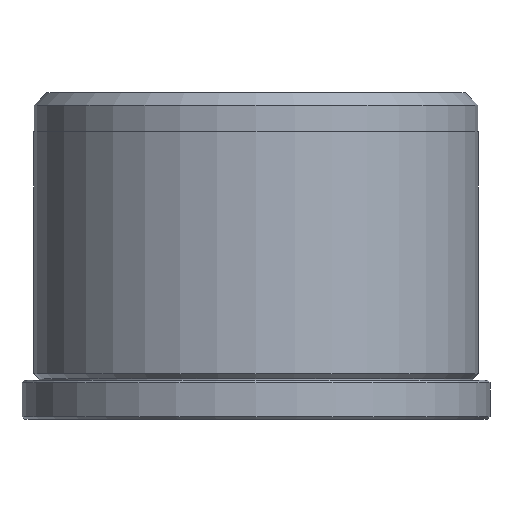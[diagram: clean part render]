
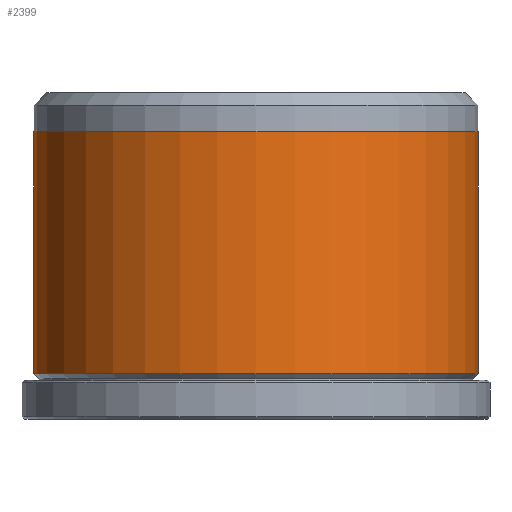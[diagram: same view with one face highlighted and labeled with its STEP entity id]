
A CAD part, front view. The second image highlights one B-rep face of the part: STEP entity #2399.
In plain terms, the highlighted cylindrical face has radius 17 mm (diameter 34 mm), a partial arc.
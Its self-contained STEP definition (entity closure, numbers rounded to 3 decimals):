
#10 = CARTESIAN_POINT ( 'NONE',  ( -17., 0., 22. ) ) ;
#85 = LINE ( 'NONE', #1727, #229 ) ;
#163 = CARTESIAN_POINT ( 'NONE',  ( 17., 0., 3.5 ) ) ;
#229 = VECTOR ( 'NONE', #1734, 1000. ) ;
#296 = AXIS2_PLACEMENT_3D ( 'NONE', #1814, #1817, #1819 ) ;
#323 = AXIS2_PLACEMENT_3D ( 'NONE', #1795, #1796, #1798 ) ;
#822 = VERTEX_POINT ( 'NONE', #981 ) ;
#981 = CARTESIAN_POINT ( 'NONE',  ( 17., 0., 22. ) ) ;
#982 = CIRCLE ( 'NONE', #296, 17. ) ;
#1021 = DIRECTION ( 'NONE',  ( -1., 0., 0. ) ) ;
#1040 = CARTESIAN_POINT ( 'NONE',  ( 0., 0., 25. ) ) ;
#1045 = DIRECTION ( 'NONE',  ( 0., 0., -1. ) ) ;
#1123 = CARTESIAN_POINT ( 'NONE',  ( -17., 0., 3.5 ) ) ;
#1298 = FACE_OUTER_BOUND ( 'NONE', #2517, .T. ) ;
#1431 = VERTEX_POINT ( 'NONE', #163 ) ;
#1502 = VERTEX_POINT ( 'NONE', #1123 ) ;
#1608 = EDGE_CURVE ( 'NONE', #822, #1431, #85, .T. ) ;
#1612 = EDGE_CURVE ( 'NONE', #1904, #1502, #2473, .T. ) ;
#1614 = EDGE_CURVE ( 'NONE', #1904, #822, #2157, .T. ) ;
#1618 = EDGE_CURVE ( 'NONE', #1431, #1502, #982, .T. ) ;
#1672 = ORIENTED_EDGE ( 'NONE', *, *, #1608, .F. ) ;
#1710 = ORIENTED_EDGE ( 'NONE', *, *, #1614, .F. ) ;
#1727 = CARTESIAN_POINT ( 'NONE',  ( 17., 0., 25. ) ) ;
#1734 = DIRECTION ( 'NONE',  ( 0., 0., -1. ) ) ;
#1739 = DIRECTION ( 'NONE',  ( 0., 0., -1. ) ) ;
#1741 = ORIENTED_EDGE ( 'NONE', *, *, #1612, .T. ) ;
#1755 = ORIENTED_EDGE ( 'NONE', *, *, #1618, .F. ) ;
#1762 = CARTESIAN_POINT ( 'NONE',  ( -17., 0., 25. ) ) ;
#1795 = CARTESIAN_POINT ( 'NONE',  ( 0., 0., 22. ) ) ;
#1796 = DIRECTION ( 'NONE',  ( 0., 0., 1. ) ) ;
#1798 = DIRECTION ( 'NONE',  ( 1., 0., 0. ) ) ;
#1814 = CARTESIAN_POINT ( 'NONE',  ( 0., 0., 3.5 ) ) ;
#1817 = DIRECTION ( 'NONE',  ( 0., 0., -1. ) ) ;
#1819 = DIRECTION ( 'NONE',  ( -1., 0., 0. ) ) ;
#1904 = VERTEX_POINT ( 'NONE', #10 ) ;
#2157 = CIRCLE ( 'NONE', #323, 17. ) ;
#2392 = AXIS2_PLACEMENT_3D ( 'NONE', #1040, #1045, #1021 ) ;
#2399 = ADVANCED_FACE ( 'NONE', ( #1298 ), #2571, .T. ) ;
#2473 = LINE ( 'NONE', #1762, #2511 ) ;
#2511 = VECTOR ( 'NONE', #1739, 1000. ) ;
#2517 = EDGE_LOOP ( 'NONE', ( #1672, #1710, #1741, #1755 ) ) ;
#2571 = CYLINDRICAL_SURFACE ( 'NONE', #2392, 17. ) ;
